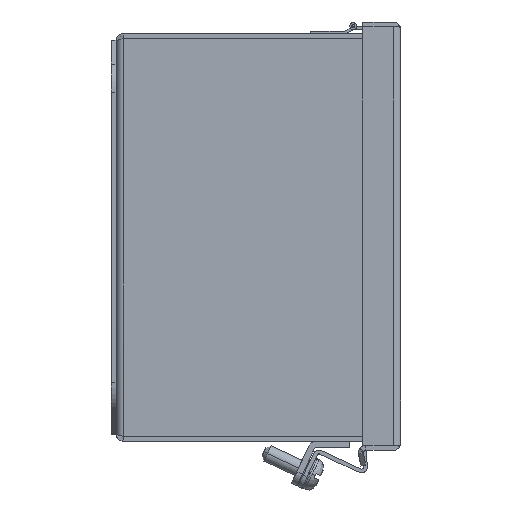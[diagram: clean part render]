
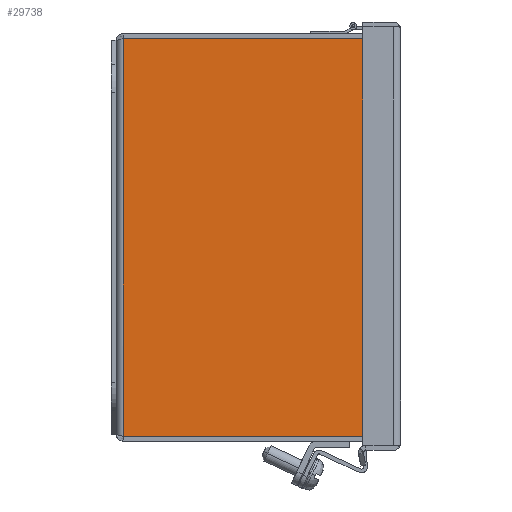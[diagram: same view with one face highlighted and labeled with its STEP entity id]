
A CAD part, front view. The second image highlights one B-rep face of the part: STEP entity #29738.
In plain terms, the highlighted face is planar.
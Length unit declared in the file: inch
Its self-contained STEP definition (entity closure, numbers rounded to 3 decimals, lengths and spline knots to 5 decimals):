
#1453 = LINE ( 'NONE', #35057, #4857 ) ;
#1823 = VERTEX_POINT ( 'NONE', #12275 ) ;
#1891 = DIRECTION ( 'NONE',  ( 0., -1., 0. ) ) ;
#1987 = LINE ( 'NONE', #3542, #31440 ) ;
#3436 = ORIENTED_EDGE ( 'NONE', *, *, #21830, .F. ) ;
#3542 = CARTESIAN_POINT ( 'NONE',  ( -20.406, -3.892, -6. ) ) ;
#4383 = DIRECTION ( 'NONE',  ( 0., 0., 1. ) ) ;
#4611 = CARTESIAN_POINT ( 'NONE',  ( -2.92789, -0.108, -6. ) ) ;
#4857 = VECTOR ( 'NONE', #9855, 39.37008 ) ;
#7159 = VERTEX_POINT ( 'NONE', #18798 ) ;
#8143 = AXIS2_PLACEMENT_3D ( 'NONE', #20068, #4383, #14670 ) ;
#8654 = CARTESIAN_POINT ( 'NONE',  ( 2.91588, -3.892, -6. ) ) ;
#8665 = LINE ( 'NONE', #12686, #25901 ) ;
#9035 = LINE ( 'NONE', #33422, #28752 ) ;
#9855 = DIRECTION ( 'NONE',  ( -1., 0., 0. ) ) ;
#11331 = DIRECTION ( 'NONE',  ( 0., 0., 1. ) ) ;
#12275 = CARTESIAN_POINT ( 'NONE',  ( 2.92789, -0.108, -6. ) ) ;
#12321 = VERTEX_POINT ( 'NONE', #8654 ) ;
#12686 = CARTESIAN_POINT ( 'NONE',  ( -2.92789, -0.108, -6. ) ) ;
#13289 = DIRECTION ( 'NONE',  ( 0., 0., 1. ) ) ;
#14258 = ORIENTED_EDGE ( 'NONE', *, *, #39685, .F. ) ;
#14670 = DIRECTION ( 'NONE',  ( 1., 0., 0. ) ) ;
#17083 = FACE_OUTER_BOUND ( 'NONE', #26195, .T. ) ;
#18798 = CARTESIAN_POINT ( 'NONE',  ( -2.91588, -3.892, -6. ) ) ;
#19525 = DIRECTION ( 'NONE',  ( 1., 0., 0. ) ) ;
#20068 = CARTESIAN_POINT ( 'NONE',  ( -20.406, 0., -6. ) ) ;
#20585 = CARTESIAN_POINT ( 'NONE',  ( -2.67789, -3.81545, -6. ) ) ;
#21830 = EDGE_CURVE ( 'NONE', #1823, #32363, #1453, .T. ) ;
#21874 = CARTESIAN_POINT ( 'NONE',  ( 2.92789, -3.81545, -6. ) ) ;
#22338 = DIRECTION ( 'NONE',  ( 0., -1., 0. ) ) ;
#24247 = ORIENTED_EDGE ( 'NONE', *, *, #25517, .F. ) ;
#24818 = VERTEX_POINT ( 'NONE', #21874 ) ;
#24922 = CIRCLE ( 'NONE', #38975, 0.25 ) ;
#25017 = ORIENTED_EDGE ( 'NONE', *, *, #40334, .F. ) ;
#25517 = EDGE_CURVE ( 'NONE', #7159, #12321, #1987, .T. ) ;
#25901 = VECTOR ( 'NONE', #22338, 39.37008 ) ;
#26041 = AXIS2_PLACEMENT_3D ( 'NONE', #20585, #11331, #1891 ) ;
#26195 = EDGE_LOOP ( 'NONE', ( #25017, #24247, #14258, #40660, #3436, #33966 ) ) ;
#26828 = DIRECTION ( 'NONE',  ( 0., -1., 0. ) ) ;
#28752 = VECTOR ( 'NONE', #26828, 39.37008 ) ;
#29738 = ADVANCED_FACE ( 'NONE', ( #17083 ), #38831, .F. ) ;
#31012 = CARTESIAN_POINT ( 'NONE',  ( -2.92789, -3.81545, -6. ) ) ;
#31440 = VECTOR ( 'NONE', #40624, 39.37008 ) ;
#31656 = EDGE_CURVE ( 'NONE', #1823, #24818, #9035, .T. ) ;
#32363 = VERTEX_POINT ( 'NONE', #4611 ) ;
#32376 = CARTESIAN_POINT ( 'NONE',  ( 2.67789, -3.81545, -6. ) ) ;
#33422 = CARTESIAN_POINT ( 'NONE',  ( 2.92789, -0.108, -6. ) ) ;
#33966 = ORIENTED_EDGE ( 'NONE', *, *, #31656, .T. ) ;
#35057 = CARTESIAN_POINT ( 'NONE',  ( -20.406, -0.108, -6. ) ) ;
#35914 = VERTEX_POINT ( 'NONE', #31012 ) ;
#37314 = CIRCLE ( 'NONE', #26041, 0.25 ) ;
#38143 = EDGE_CURVE ( 'NONE', #32363, #35914, #8665, .T. ) ;
#38831 = PLANE ( 'NONE',  #8143 ) ;
#38975 = AXIS2_PLACEMENT_3D ( 'NONE', #32376, #13289, #19525 ) ;
#39685 = EDGE_CURVE ( 'NONE', #35914, #7159, #37314, .T. ) ;
#40334 = EDGE_CURVE ( 'NONE', #12321, #24818, #24922, .T. ) ;
#40624 = DIRECTION ( 'NONE',  ( 1., 0., 0. ) ) ;
#40660 = ORIENTED_EDGE ( 'NONE', *, *, #38143, .F. ) ;
